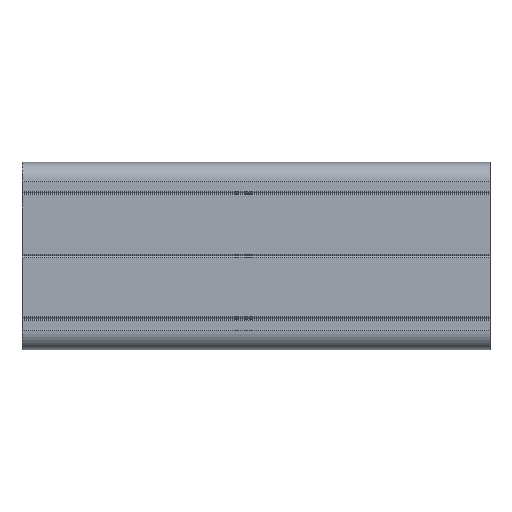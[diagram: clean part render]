
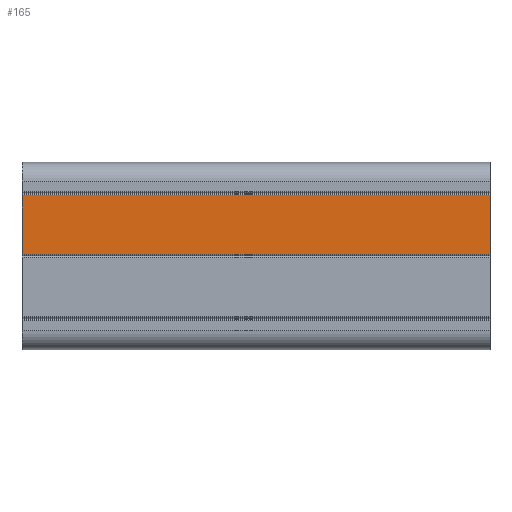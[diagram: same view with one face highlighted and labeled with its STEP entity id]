
A CAD part, top view. The second image highlights one B-rep face of the part: STEP entity #165.
In plain terms, the highlighted planar face has unit normal (0, 0, 1).
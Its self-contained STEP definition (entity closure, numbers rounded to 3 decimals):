
#165=ADVANCED_FACE('',(#274),#275,.F.);
#274=FACE_OUTER_BOUND('',#478,.T.);
#275=PLANE('',#479);
#478=EDGE_LOOP('',(#712,#713,#714,#715));
#479=AXIS2_PLACEMENT_3D('',#716,#717,#718);
#712=ORIENTED_EDGE('',*,*,#1595,.F.);
#713=ORIENTED_EDGE('',*,*,#1596,.F.);
#714=ORIENTED_EDGE('',*,*,#1597,.F.);
#715=ORIENTED_EDGE('',*,*,#1593,.T.);
#716=CARTESIAN_POINT('',(50000.0,6.7,20.0));
#717=DIRECTION('',(0.0,0.,-1.0));
#718=DIRECTION('',(0.0,1.0,0.));
#1593=EDGE_CURVE('',#1906,#1904,#1907,.T.);
#1595=EDGE_CURVE('',#1909,#1904,#1910,.T.);
#1596=EDGE_CURVE('',#1911,#1909,#1912,.T.);
#1597=EDGE_CURVE('',#1906,#1911,#1913,.T.);
#1904=VERTEX_POINT('',#2416);
#1906=VERTEX_POINT('',#2418);
#1907=LINE('',#2419,#2420);
#1909=VERTEX_POINT('',#2422);
#1910=LINE('',#2423,#2424);
#1911=VERTEX_POINT('',#2425);
#1912=LINE('',#2426,#2427);
#1913=LINE('',#2428,#2429);
#2416=CARTESIAN_POINT('',(-50.,13.039,20.0));
#2418=CARTESIAN_POINT('',(50.,13.039,20.0));
#2419=CARTESIAN_POINT('',(50000.0,13.039,20.0));
#2420=VECTOR('',#3093,1.0);
#2422=CARTESIAN_POINT('',(-50.,0.361,20.0));
#2423=CARTESIAN_POINT('',(-50.,6.7,20.0));
#2424=VECTOR('',#3097,1.0);
#2425=CARTESIAN_POINT('',(50.,0.361,20.0));
#2426=CARTESIAN_POINT('',(50000.0,0.361,20.0));
#2427=VECTOR('',#3098,1.0);
#2428=CARTESIAN_POINT('',(50.,6.7,20.0));
#2429=VECTOR('',#3099,1.0);
#3093=DIRECTION('',(-1.0,0.0,0.0));
#3097=DIRECTION('',(0.0,1.0,0.));
#3098=DIRECTION('',(-1.0,0.0,0.0));
#3099=DIRECTION('',(0.0,-1.0,0.));
